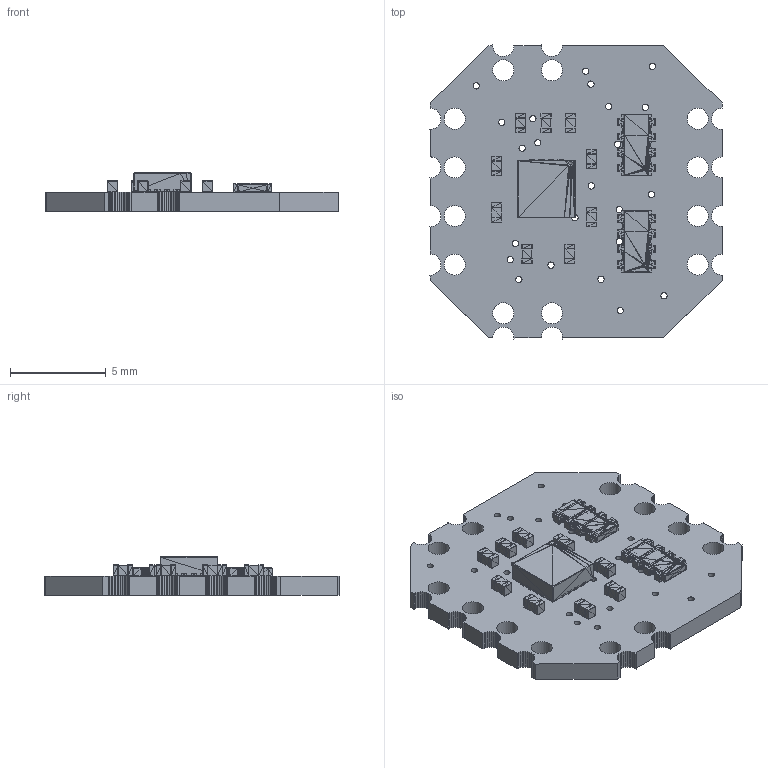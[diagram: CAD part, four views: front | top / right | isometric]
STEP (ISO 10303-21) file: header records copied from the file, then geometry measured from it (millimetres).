
FILE_DESCRIPTION(('for SolidWorks'),'2;1');
FILE_NAME('FlexADC.step','2014-11-22T14:56:23',( 'Chris Hamilton'),(''),'Open CASCADE STEP processor 6.6','Diptrace', 'Unknown');
FILE_SCHEMA(('AUTOMOTIVE_DESIGN { 1 0 10303 214 1 1 1 1 }'));
Length unit declared in the file: millimetre
Products named in the file (5): PCB; Board; cap_0402; rescax-8_1.6x3.2x0.8; qfn-16_3x3x0.5
Assembly tree (13 placements, depth 2):
  PCB
    Board
    cap_0402  x9
    rescax-8_1.6x3.2x0.8  x2
    qfn-16_3x3x0.5
Bounding box: 15.28 x 15.41 x 2.02 mm (x, y, z)
Volume: 194.7 mm3; surface area: 651.8 mm2
Topology: 1 solids, 49 shells, 4853 faces, 7734 edges, 2967 vertices
Faces by surface type: plane 4813, cylinder 40
Full cylindrical faces by diameter (mm): 0.33 x28, 1.1 x12
Entity records: 76049 total; most frequent: DIRECTION 10266, CARTESIAN_POINT 9284, ORIENTED_EDGE 9198, EDGE_CURVE 4608, LINE 4528, VECTOR 4528, AXIS2_PLACEMENT_3D 2869, FACE_BOUND 2855
